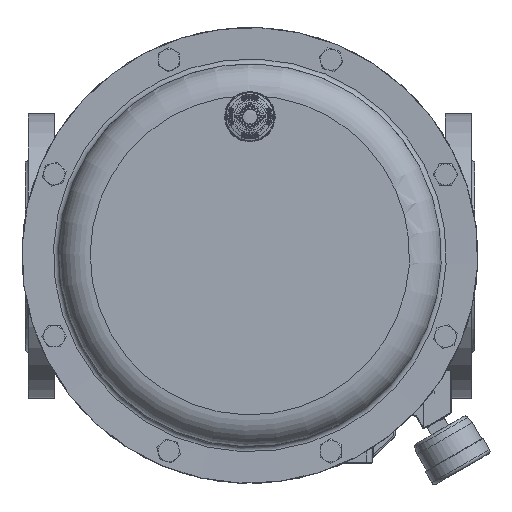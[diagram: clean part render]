
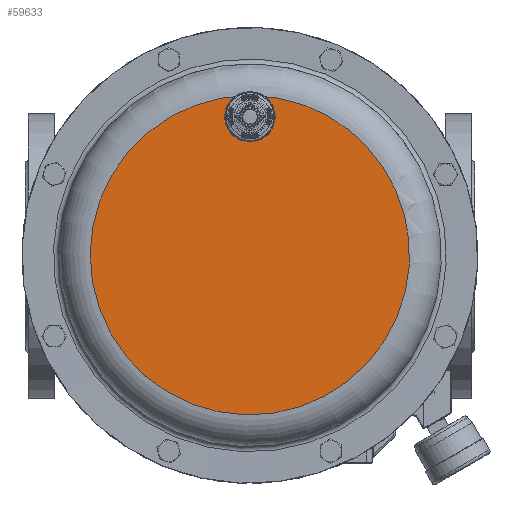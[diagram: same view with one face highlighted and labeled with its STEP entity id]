
A CAD part, top view. The second image highlights one B-rep face of the part: STEP entity #59633.
In plain terms, the highlighted planar face has unit normal (0, 0, 1).
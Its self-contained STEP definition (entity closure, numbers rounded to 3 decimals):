
#3130=PLANE('',#63975);
#4963=FACE_OUTER_BOUND('',#8517,.T.);
#8517=EDGE_LOOP('',(#42001,#42002,#42003,#42004));
#13367=CIRCLE('',#63161,13.05);
#13403=CIRCLE('',#63204,98.);
#13405=CIRCLE('',#63206,98.);
#13605=CIRCLE('',#63487,13.05);
#23492=VERTEX_POINT('',#97779);
#23493=VERTEX_POINT('',#97787);
#23580=VERTEX_POINT('',#99312);
#23581=VERTEX_POINT('',#99314);
#29534=EDGE_CURVE('',#23492,#23493,#13367,.T.);
#29632=EDGE_CURVE('',#23580,#23581,#13403,.T.);
#29634=EDGE_CURVE('',#23492,#23580,#13405,.T.);
#29918=EDGE_CURVE('',#23493,#23581,#13605,.T.);
#42001=ORIENTED_EDGE('',*,*,#29634,.F.);
#42002=ORIENTED_EDGE('',*,*,#29534,.T.);
#42003=ORIENTED_EDGE('',*,*,#29918,.T.);
#42004=ORIENTED_EDGE('',*,*,#29632,.F.);
#59633=ADVANCED_FACE('',(#4963),#3130,.F.);
#63161=AXIS2_PLACEMENT_3D('',#97794,#70537,#70538);
#63204=AXIS2_PLACEMENT_3D('',#99315,#70633,#70634);
#63206=AXIS2_PLACEMENT_3D('',#99317,#70637,#70638);
#63487=AXIS2_PLACEMENT_3D('',#99932,#71267,#71268);
#63975=AXIS2_PLACEMENT_3D('',#102162,#72485,#72486);
#70537=DIRECTION('center_axis',(0.,0.,
-1.));
#70538=DIRECTION('ref_axis',(-0.924,0.383,0.));
#70633=DIRECTION('center_axis',(0.,0.,
-1.));
#70634=DIRECTION('ref_axis',(-0.924,0.383,0.));
#70637=DIRECTION('center_axis',(0.,0.,
-1.));
#70638=DIRECTION('ref_axis',(-0.924,0.383,0.));
#71267=DIRECTION('center_axis',(0.,0.,
-1.));
#71268=DIRECTION('ref_axis',(-0.924,0.383,0.));
#72485=DIRECTION('center_axis',(0.,0.,
-1.));
#72486=DIRECTION('ref_axis',(-0.924,0.383,0.));
#97779=CARTESIAN_POINT('',(1.284,97.992,393.));
#97787=CARTESIAN_POINT('',(0.043,71.95,393.));
#97794=CARTESIAN_POINT('Origin',(0.051,85.,393.));
#99312=CARTESIAN_POINT('',(90.518,-37.557,393.));
#99314=CARTESIAN_POINT('',(-1.167,97.993,393.));
#99315=CARTESIAN_POINT('Origin',(0.,0.,
393.));
#99317=CARTESIAN_POINT('Origin',(0.,0.,
393.));
#99932=CARTESIAN_POINT('Origin',(0.051,85.,393.));
#102162=CARTESIAN_POINT('Origin',(0.,0.,
393.));
